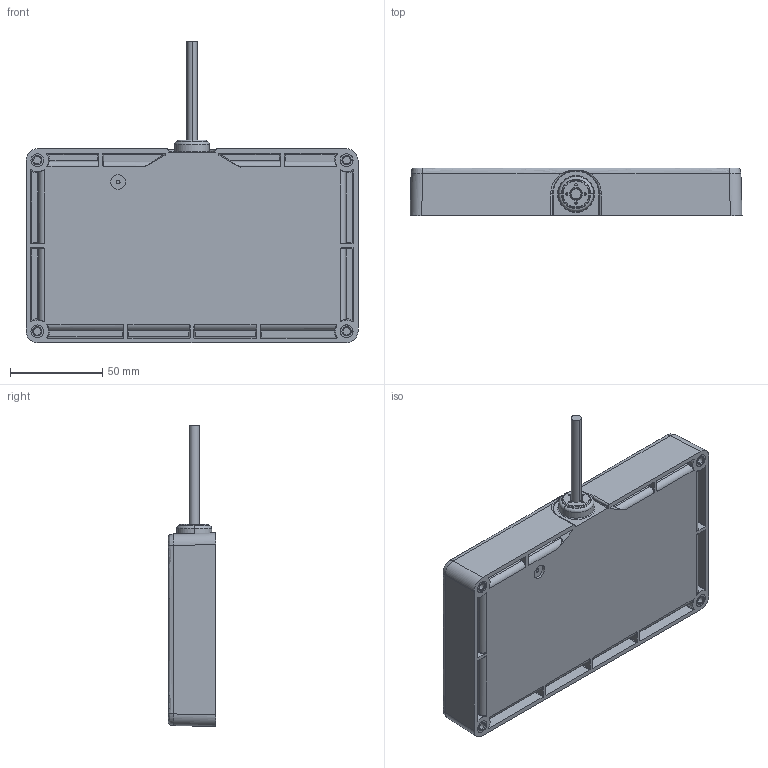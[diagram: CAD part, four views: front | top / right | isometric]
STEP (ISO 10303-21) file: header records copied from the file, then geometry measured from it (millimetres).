
FILE_DESCRIPTION((''),'2;1');
FILE_NAME('155588_SW','2011-01-13T',('banengservice'),('BANNER ENGINEERING'),'PRO/ENGINEER BY PARAMETRIC TECHNOLOGY CORPORATION, 2009141','PRO/ENGINEER BY PARAMETRIC TECHNOLOGY CORPORATION, 2009141','');
FILE_SCHEMA(('CONFIG_CONTROL_DESIGN'));
Length unit declared in the file: inch
Products named in the file (1): 155588_SW
Bounding box: 180.1 x 25.77 x 163.41 mm (x, y, z)
Volume: 169254.9 mm3; surface area: 119968 mm2
Topology: 2 solids, 2 shells, 679 faces, 1577 edges, 955 vertices
Faces by surface type: cylinder 203, plane 181, bspline 127, cone 104, sphere 35, torus 29
Entity records: 30505 total; most frequent: CARTESIAN_POINT 15938, ORIENTED_EDGE 3154, DIRECTION 2826, EDGE_CURVE 1577, AXIS2_PLACEMENT_3D 1115, VERTEX_POINT 955, EDGE_LOOP 738, FACE_OUTER_BOUND 679
